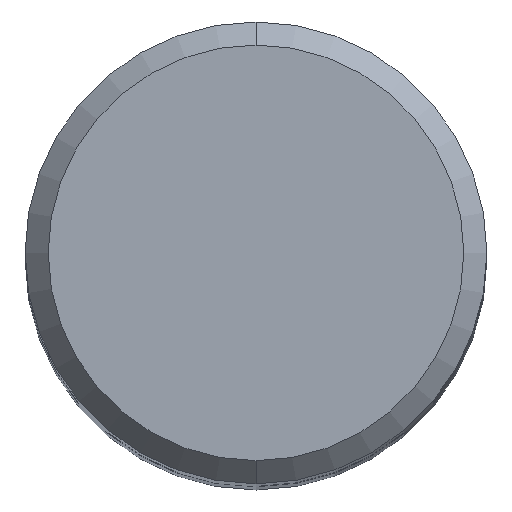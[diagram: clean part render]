
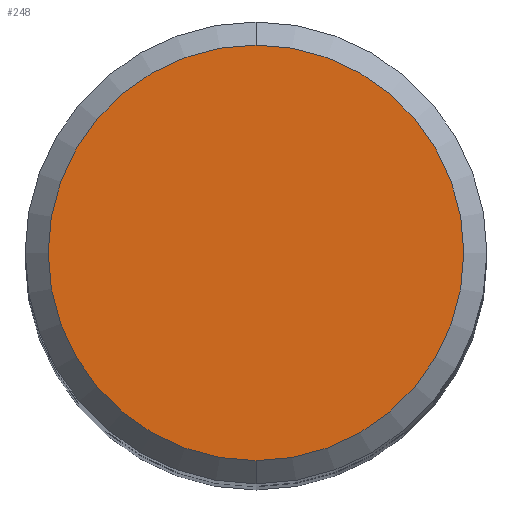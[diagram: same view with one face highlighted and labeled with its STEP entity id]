
A CAD part, top view. The second image highlights one B-rep face of the part: STEP entity #248.
In plain terms, the highlighted planar face has unit normal (0, 0, 1).
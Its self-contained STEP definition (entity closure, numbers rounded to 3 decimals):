
#162=VERTEX_POINT('',#439);
#176=VERTEX_POINT('',#454);
#204=EDGE_CURVE('',#176,#162,#484,.T.);
#248=ADVANCED_FACE('',(#530),#531,.T.);
#402=EDGE_CURVE('',#162,#176,#705,.T.);
#439=CARTESIAN_POINT('',(0.,-9.0,0.0));
#454=CARTESIAN_POINT('',(0.0,9.0,0.0));
#484=CIRCLE('',#840,9.0);
#530=FACE_OUTER_BOUND('',#965,.T.);
#531=PLANE('',#966);
#705=CIRCLE('',#1442,9.0);
#840=AXIS2_PLACEMENT_3D('',#1534,#1535,#1536);
#965=EDGE_LOOP('',(#1571,#1572));
#966=AXIS2_PLACEMENT_3D('',#1573,#1574,#1575);
#1442=AXIS2_PLACEMENT_3D('',#1783,#1784,#1785);
#1534=CARTESIAN_POINT('',(0.0,0.0,0.0));
#1535=DIRECTION('',(0.0,0.0,-1.0));
#1536=DIRECTION('',(0.0,1.0,0.0));
#1571=ORIENTED_EDGE('',*,*,#204,.F.);
#1572=ORIENTED_EDGE('',*,*,#402,.F.);
#1573=CARTESIAN_POINT('',(0.0,4.5,0.0));
#1574=DIRECTION('',(-0.0,0.0,1.0));
#1575=DIRECTION('',(0.0,-1.0,0.0));
#1783=CARTESIAN_POINT('',(0.0,0.0,0.0));
#1784=DIRECTION('',(0.0,0.0,-1.0));
#1785=DIRECTION('',(0.0,1.0,0.0));
